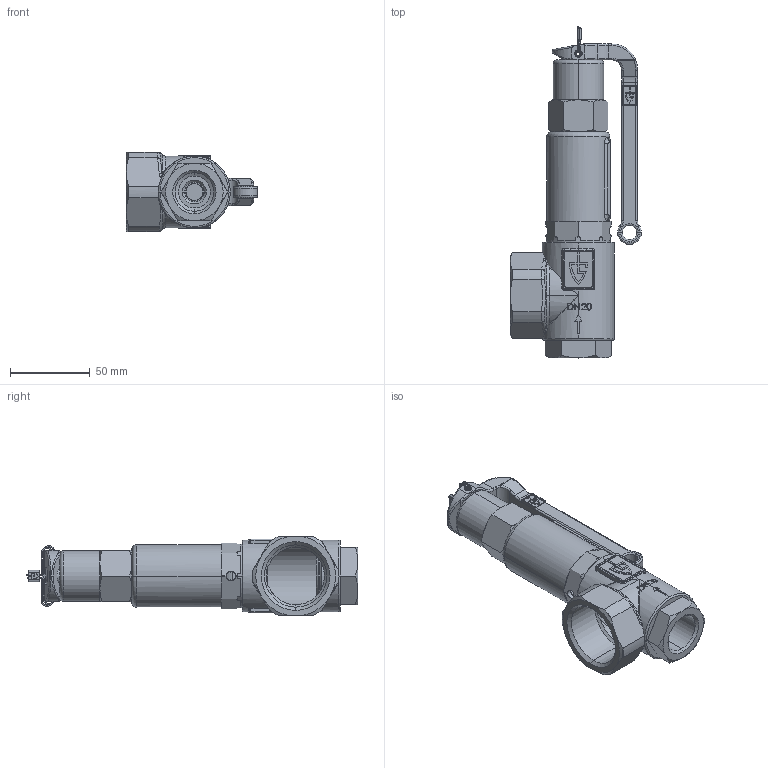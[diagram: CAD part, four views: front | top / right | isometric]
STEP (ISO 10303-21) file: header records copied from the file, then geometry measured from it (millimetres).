
FILE_DESCRIPTION (( 'STEP AP214' ), '1' );
FILE_NAME ('451 3-4 Dummy mit Hebel.STEP', '2010-07-07T06:28:27', ( '' ), ( '' ), 'SwSTEP 2.0', 'SolidWorks 2010', '' );
FILE_SCHEMA (( 'AUTOMOTIVE_DESIGN' ));
Length unit declared in the file: millimetre
Products named in the file (1): 451 3-4 Dummy mit Hebel
Bounding box: 82 x 207.75 x 50 mm (x, y, z)
Volume: 130767.4 mm3; surface area: 71217.2 mm2
Topology: 11 solids, 11 shells, 905 faces, 2272 edges, 1411 vertices
Faces by surface type: plane 303, cylinder 288, bspline 112, torus 97, cone 93, sphere 12
Entity records: 42581 total; most frequent: CARTESIAN_POINT 11638, ORIENTED_EDGE 4532, DIRECTION 4215, EDGE_CURVE 2266, AXIS2_PLACEMENT_3D 1631, VERTEX_POINT 1411, EDGE_LOOP 961, VECTOR 953
